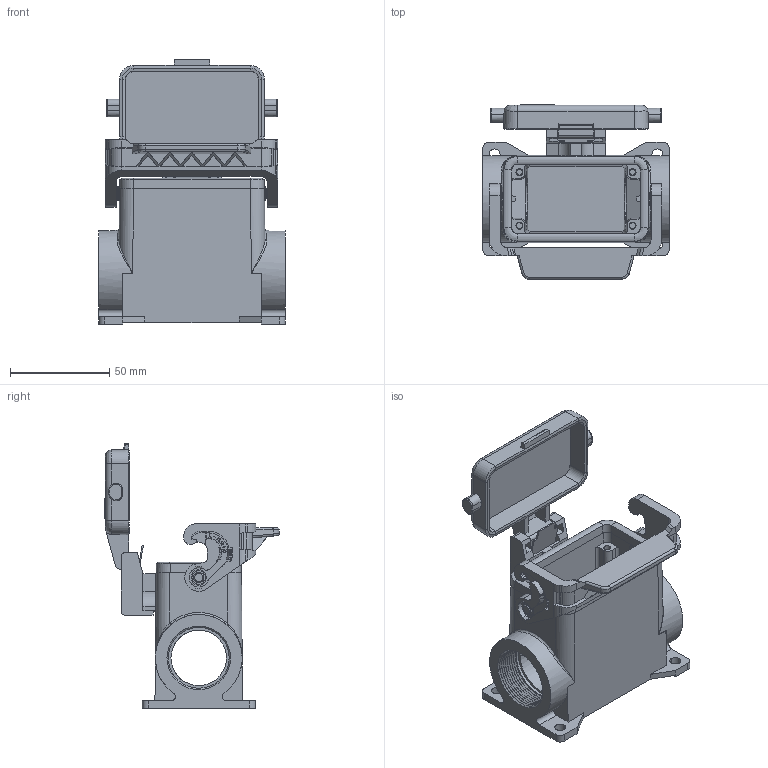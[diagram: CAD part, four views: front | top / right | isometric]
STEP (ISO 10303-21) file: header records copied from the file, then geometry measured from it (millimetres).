
FILE_DESCRIPTION(('Creo Elements/Direct Modeling STEP Export'),'2;1');
FILE_NAME('37jbk2e5ph4po7d3060','2023-03-02T 9:39:01',(''),(''),'Creo Elements/Direct Modeling STEP processor for AP214 (Solid Model)','Creo Elements/Direct Modeling 20.1B 02-Apr-2019 (C) Parametric Technology GmbH','');
FILE_SCHEMA(('AUTOMOTIVE_DESIGN { 1 0 10303 214 1 1 1 1 }'));
Products named in the file (2): MLAP 10LS232
Assembly tree (1 placements, depth 2):
  MLAP 10LS232
    MLAP 10LS232
Bounding box: 94 x 87.8 x 133.49 mm (x, y, z)
Volume: 135243.6 mm3; surface area: 72815.5 mm2
Topology: 1 solids, 1 shells, 1402 faces, 3754 edges, 2411 vertices
Faces by surface type: plane 804, cylinder 399, cone 104, torus 52, bspline 34, sphere 9
Entity records: 61953 total; most frequent: CARTESIAN_POINT 16281, ORIENTED_EDGE 7486, DIRECTION 6809, EDGE_CURVE 3743, VECTOR 2521, LINE 2521, VERTEX_POINT 2411, AXIS2_PLACEMENT_3D 2144
